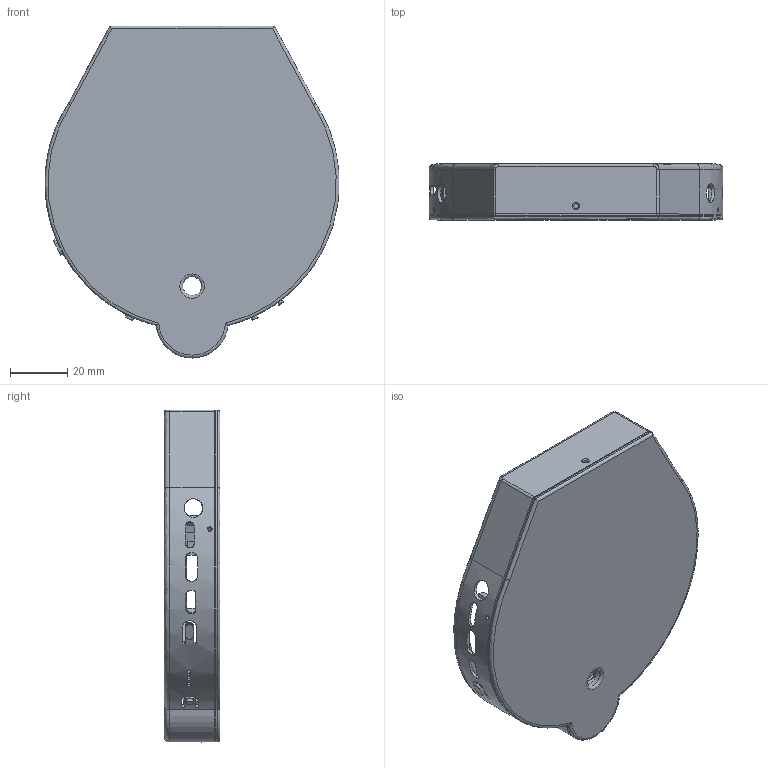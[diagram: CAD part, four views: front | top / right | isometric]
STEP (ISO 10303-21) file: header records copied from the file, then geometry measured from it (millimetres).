
FILE_DESCRIPTION(/* description */ (''),/* implementation_level */ '2;1');
FILE_NAME(/* name */ 'Tequila_20191217_enclosure_20200106 v64.step',/* time_stamp */ '2021-08-11T10:50:29-07:00',/* author */ (''),/* organization */ (''),/* preprocessor_version */ 'ST-DEVELOPER v18.1',/* originating_system */ 'Autodesk Translation Framework v10.9.0.1377',/* authorisation */ '');
FILE_SCHEMA (('AUTOMOTIVE_DESIGN { 1 0 10303 214 3 1 1 }'));
Length unit declared in the file: millimetre
Products named in the file (1): Tequila_20191217_enclosure_20200106
Bounding box: 102.52 x 19.5 x 115.79 mm (x, y, z)
Volume: 24754.3 mm3; surface area: 40411.2 mm2
Topology: 2 solids, 2 shells, 463 faces, 1398 edges, 922 vertices
Faces by surface type: plane 254, cylinder 182, bspline 22, cone 3, torus 2
Full cylindrical faces by diameter (mm): 1.4 x2, 1.6 x3, 1.8 x1, 3.06 x1, 3.4 x1, 6.5 x3, 8.55 x1, 88.3 x1
Entity records: 19709 total; most frequent: CARTESIAN_POINT 6661, ORIENTED_EDGE 2796, DIRECTION 2539, EDGE_CURVE 1398, VERTEX_POINT 922, AXIS2_PLACEMENT_3D 861, LINE 817, VECTOR 817
